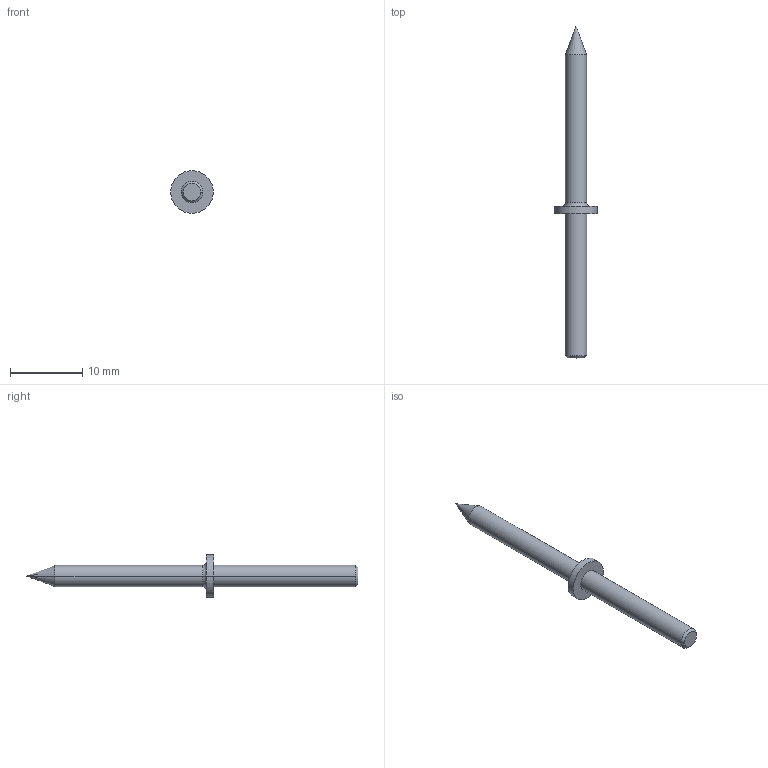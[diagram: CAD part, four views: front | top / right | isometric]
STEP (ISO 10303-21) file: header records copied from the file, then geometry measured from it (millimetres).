
FILE_DESCRIPTION (( 'STEP AP214' ), '1' );
FILE_NAME ('51737~1.STEP', '2020-02-17T12:05:06', ( '' ), ( '' ), 'SwSTEP 2.0', 'SolidWorks 2018', '' );
FILE_SCHEMA (( 'AUTOMOTIVE_DESIGN' ));
Length unit declared in the file: millimetre
Products named in the file (1): 51737~1
Bounding box: 5.9 x 46 x 5.9 mm (x, y, z)
Volume: 318.4 mm3; surface area: 463.6 mm2
Topology: 1 solids, 1 shells, 15 faces, 30 edges, 17 vertices
Faces by surface type: cylinder 6, cone 4, plane 3, torus 2
Entity records: 436 total; most frequent: DIRECTION 78, CARTESIAN_POINT 61, ORIENTED_EDGE 56, AXIS2_PLACEMENT_3D 34, EDGE_CURVE 28, CIRCLE 18, EDGE_LOOP 17, VERTEX_POINT 17
